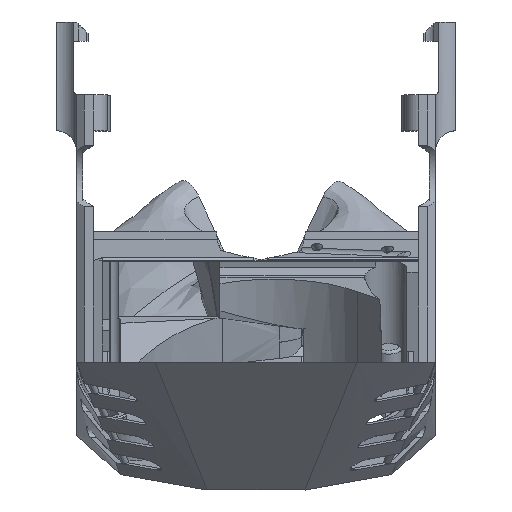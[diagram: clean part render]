
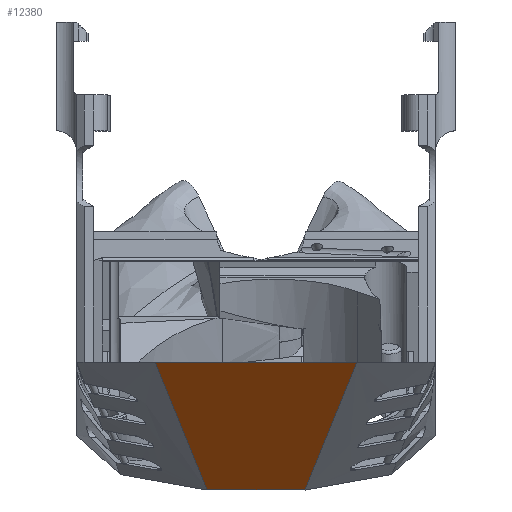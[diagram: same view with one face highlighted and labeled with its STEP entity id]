
A CAD part, top view. The second image highlights one B-rep face of the part: STEP entity #12380.
In plain terms, the highlighted planar face has unit normal (0, -0.706, 0.708).
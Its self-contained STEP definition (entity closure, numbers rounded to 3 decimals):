
#1777=FACE_OUTER_BOUND('',#2385,.T.);
#2385=EDGE_LOOP('',(#10766,#10767,#10768,#10769));
#3278=LINE('',#24258,#4258);
#3328=LINE('',#25654,#4308);
#3369=LINE('',#26200,#4349);
#3395=LINE('',#27102,#4375);
#4258=VECTOR('',#15434,31.868);
#4308=VECTOR('',#15554,10.);
#4349=VECTOR('',#15695,10.);
#4375=VECTOR('',#15795,10.);
#5455=VERTEX_POINT('',#24255);
#5456=VERTEX_POINT('',#24257);
#5587=VERTEX_POINT('',#25651);
#5588=VERTEX_POINT('',#25653);
#7187=EDGE_CURVE('',#5455,#5456,#3278,.T.);
#7349=EDGE_CURVE('',#5588,#5587,#3328,.T.);
#7462=EDGE_CURVE('',#5588,#5455,#3369,.T.);
#7568=EDGE_CURVE('',#5587,#5456,#3395,.T.);
#10766=ORIENTED_EDGE('',*,*,#7187,.F.);
#10767=ORIENTED_EDGE('',*,*,#7462,.F.);
#10768=ORIENTED_EDGE('',*,*,#7349,.T.);
#10769=ORIENTED_EDGE('',*,*,#7568,.T.);
#11852=PLANE('',#13257);
#12380=ADVANCED_FACE('',(#1777),#11852,.F.);
#13257=AXIS2_PLACEMENT_3D('',#27101,#15793,#15794);
#15434=DIRECTION('',(-0.276,-0.681,-0.678));
#15554=DIRECTION('',(0.276,-0.681,-0.678));
#15695=DIRECTION('',(1.,0.,0.));
#15793=DIRECTION('center_axis',(0.,0.706,-0.708));
#15794=DIRECTION('ref_axis',(-1.,0.,0.));
#15795=DIRECTION('',(1.,0.,0.));
#24255=CARTESIAN_POINT('',(16.31,-28.15,100.634));
#24257=CARTESIAN_POINT('',(7.509,-49.844,79.012));
#24258=CARTESIAN_POINT('',(16.31,-28.15,100.634));
#25651=CARTESIAN_POINT('',(-9.159,-49.844,79.012));
#25653=CARTESIAN_POINT('',(-17.96,-28.15,100.634));
#25654=CARTESIAN_POINT('',(-17.96,-28.15,100.634));
#26200=CARTESIAN_POINT('',(-17.96,-28.15,100.634));
#27101=CARTESIAN_POINT('Origin',(-17.96,-28.15,100.634));
#27102=CARTESIAN_POINT('',(7.509,-49.844,79.012));
